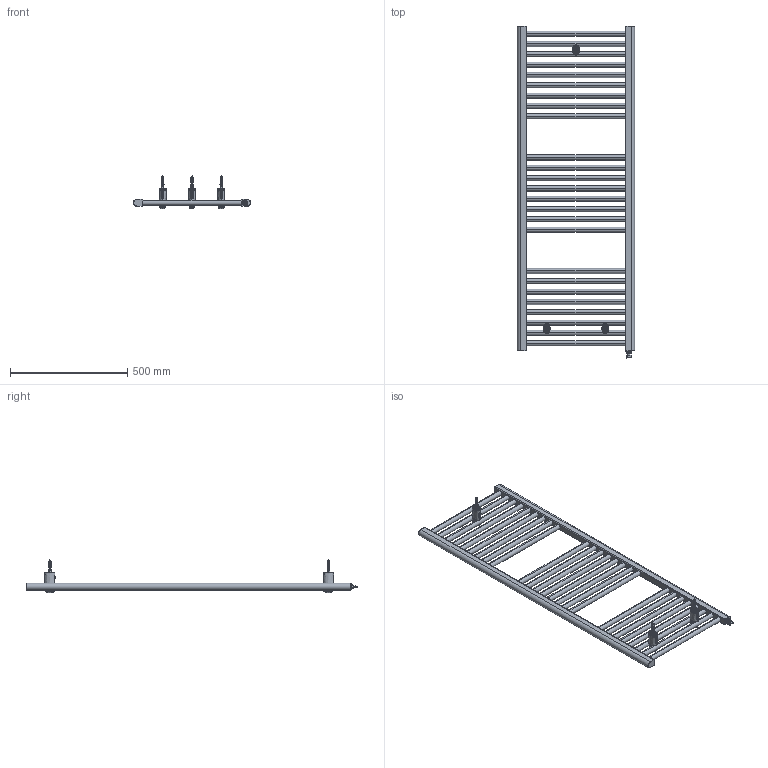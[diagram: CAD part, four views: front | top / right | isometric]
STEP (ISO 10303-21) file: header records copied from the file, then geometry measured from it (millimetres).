
FILE_DESCRIPTION((''),'2;1');
FILE_NAME('3551640000002_3D_SITO_ASM','2023-11-17T09:41:30',('PC132'),(''),'CREO PARAMETRIC BY PTC INC, 2023092','CREO PARAMETRIC BY PTC INC, 2023092','');
FILE_SCHEMA(('AUTOMOTIVE_DESIGN { 1 0 10303 214 1 1 1 1 }'));
Length unit declared in the file: millimetre
Products named in the file (17): 2551640501010_3D_SITO; BICCHIERE_PARETE; PERNO_SCORROVOLE; DADO_QUADRO_M5_X_GIUNTO; DADO_M6_X_GIUNTO; PERNO_SCORREVOLE_ASM; BASETTA_ANTERIORE; COPERTURA_BASETTA; VITE_CR_M5_16; VITE_CR_SV_M6_35; 1102001310058_ASM; 1041001240013; 1001141230019; 1991991430035; 1993990000014; 5102000000200_AF0_ASM; 3551640000002_3D_SITO_ASM
Assembly tree (22 placements, depth 5):
  3551640000002_3D_SITO_ASM
    2551640501010_3D_SITO
    5102000000200_AF0_ASM
      1102001310058_ASM  x3
        BICCHIERE_PARETE
        PERNO_SCORREVOLE_ASM
          PERNO_SCORROVOLE
          DADO_QUADRO_M5_X_GIUNTO
          DADO_M6_X_GIUNTO
        BASETTA_ANTERIORE
        COPERTURA_BASETTA
        VITE_CR_M5_16
        VITE_CR_SV_M6_35
      1041001240013
      1001141230019  x3
      1991991430035  x3
      1993990000014
Bounding box: 500 x 1415.68 x 142.44 mm (x, y, z)
Volume: 7164169.5 mm3; surface area: 1168895.1 mm2
Topology: 33 solids, 46 shells, 6059 faces, 13735 edges, 7803 vertices
Faces by surface type: cylinder 2113, plane 1200, bspline 812, torus 808, sphere 692, extrusion 318, cone 116
Entity records: 115391 total; most frequent: CARTESIAN_POINT 41180, DIRECTION 10996, ORIENTED_EDGE 10090, EDGE_CURVE 5055, AXIS2_PLACEMENT_3D 4475, PRESENTATION_STYLE_ASSIGNMENT 4289, STYLED_ITEM 4220, CURVE_STYLE 4204
